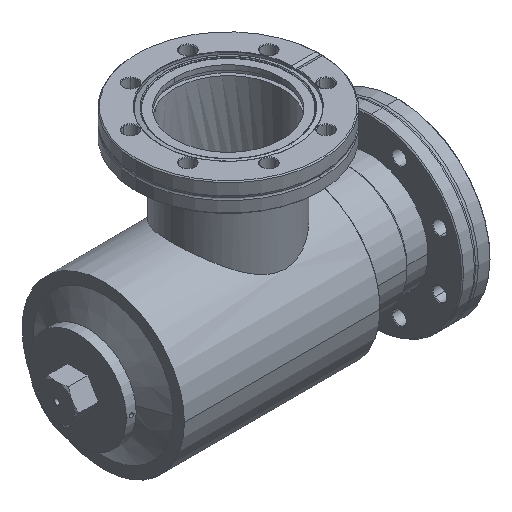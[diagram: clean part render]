
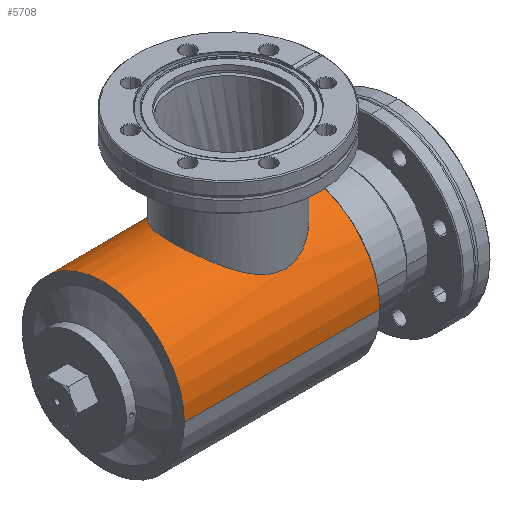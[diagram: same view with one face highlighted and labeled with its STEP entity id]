
A CAD part, isometric view. The second image highlights one B-rep face of the part: STEP entity #5708.
In plain terms, the highlighted cylindrical face has radius 50 mm (diameter 100 mm), a partial arc.
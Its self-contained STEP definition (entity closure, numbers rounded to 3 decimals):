
#5515=CARTESIAN_POINT('',(110.,0.,50.0));
#5516=VERTEX_POINT('',#5515);
#5525=CARTESIAN_POINT('',(40.,0.,50.0));
#5526=VERTEX_POINT('',#5525);
#5527=CARTESIAN_POINT('',(40.,0.,50.0));
#5528=CARTESIAN_POINT('',(40.,2.285,50.0));
#5529=CARTESIAN_POINT('',(40.227,4.623,49.84));
#5530=CARTESIAN_POINT('',(41.156,9.223,49.197));
#5531=CARTESIAN_POINT('',(41.856,11.485,48.714));
#5532=CARTESIAN_POINT('',(43.671,15.777,47.498));
#5533=CARTESIAN_POINT('',(44.787,17.813,46.763));
#5534=CARTESIAN_POINT('',(47.328,21.549,45.164));
#5535=CARTESIAN_POINT('',(48.752,23.25,44.299));
#5536=CARTESIAN_POINT('',(51.772,26.269,42.579));
#5537=CARTESIAN_POINT('',(53.485,27.698,41.656));
#5538=CARTESIAN_POINT('',(57.22,30.232,39.855));
#5539=CARTESIAN_POINT('',(59.243,31.338,38.979));
#5540=CARTESIAN_POINT('',(63.504,33.139,37.459));
#5541=CARTESIAN_POINT('',(65.748,33.836,36.818));
#5542=CARTESIAN_POINT('',(70.336,34.767,35.94));
#5543=CARTESIAN_POINT('',(72.682,35.,35.707));
#5544=CARTESIAN_POINT('',(77.318,35.,35.707));
#5545=CARTESIAN_POINT('',(79.664,34.767,35.94));
#5546=CARTESIAN_POINT('',(84.252,33.836,36.818));
#5547=CARTESIAN_POINT('',(86.496,33.139,37.459));
#5548=CARTESIAN_POINT('',(90.757,31.338,38.979));
#5549=CARTESIAN_POINT('',(92.78,30.232,39.855));
#5550=CARTESIAN_POINT('',(96.515,27.698,41.656));
#5551=CARTESIAN_POINT('',(98.228,26.269,42.579));
#5552=CARTESIAN_POINT('',(101.248,23.25,44.299));
#5553=CARTESIAN_POINT('',(102.672,21.549,45.164));
#5554=CARTESIAN_POINT('',(105.213,17.813,46.763));
#5555=CARTESIAN_POINT('',(106.329,15.777,47.498));
#5556=CARTESIAN_POINT('',(108.144,11.485,48.714));
#5557=CARTESIAN_POINT('',(108.844,9.223,49.197));
#5558=CARTESIAN_POINT('',(109.773,4.623,49.84));
#5559=CARTESIAN_POINT('',(110.,2.285,50.0));
#5560=CARTESIAN_POINT('',(110.,0.,50.0));
#5561=B_SPLINE_CURVE_WITH_KNOTS('',3,(#5527,#5528,#5529,#5530,#5531,#5532,#5533,#5534,#5535,#5536,#5537,#5538,#5539,#5540,#5541,#5542,#5543,#5544,#5545,#5546,#5547,#5548,#5549,#5550,#5551,#5552,#5553,#5554,#5555,#5556,#5557,#5558,#5559,#5560),.UNSPECIFIED.,.F.,.U.,(4,2,2,2,2,2,2,2,2,2,2,2,2,2,2,2,4),(5.525,6.21,6.896,7.581,8.267,8.963,9.658,10.354,11.049,11.745,12.44,13.136,13.831,14.517,15.203,15.888,16.574),.UNSPECIFIED.);
#5562=EDGE_CURVE('',#5526,#5516,#5561,.T.);
#5587=CARTESIAN_POINT('',(118.4,-50.0,0.));
#5588=VERTEX_POINT('',#5587);
#5597=CARTESIAN_POINT('',(118.4,50.0,0.));
#5598=VERTEX_POINT('',#5597);
#5624=CARTESIAN_POINT('',(59.5,0.0,0.0));
#5625=DIRECTION('',(1.0,0.0,0.0));
#5626=DIRECTION('',(0.0,1.0,0.0));
#5627=AXIS2_PLACEMENT_3D('',#5624,#5625,#5626);
#5628=CYLINDRICAL_SURFACE('',#5627,50.0);
#5629=CARTESIAN_POINT('',(-2.,50.0,0.));
#5630=VERTEX_POINT('',#5629);
#5631=CARTESIAN_POINT('',(-2.,50.0,0.));
#5632=DIRECTION('',(1.0,0.0,0.0));
#5633=VECTOR('',#5632,120.4);
#5634=LINE('',#5631,#5633);
#5635=EDGE_CURVE('',#5630,#5598,#5634,.T.);
#5636=ORIENTED_EDGE('',*,*,#5635,.F.);
#5637=CARTESIAN_POINT('',(-2.,-50.0,0.));
#5638=VERTEX_POINT('',#5637);
#5639=CARTESIAN_POINT('',(-2.,0.,0.));
#5640=DIRECTION('',(-1.0,0.0,0.0));
#5641=DIRECTION('',(0.0,1.0,0.0));
#5642=AXIS2_PLACEMENT_3D('',#5639,#5640,#5641);
#5643=CIRCLE('',#5642,50.0);
#5644=EDGE_CURVE('',#5638,#5630,#5643,.T.);
#5645=ORIENTED_EDGE('',*,*,#5644,.F.);
#5646=CARTESIAN_POINT('',(118.4,-50.0,0.));
#5647=DIRECTION('',(-1.0,0.0,0.0));
#5648=VECTOR('',#5647,120.4);
#5649=LINE('',#5646,#5648);
#5650=EDGE_CURVE('',#5588,#5638,#5649,.T.);
#5651=ORIENTED_EDGE('',*,*,#5650,.F.);
#5652=CARTESIAN_POINT('',(118.4,0.0,0.0));
#5653=DIRECTION('',(1.0,0.0,0.0));
#5654=DIRECTION('',(0.0,-1.0,0.0));
#5655=AXIS2_PLACEMENT_3D('',#5652,#5653,#5654);
#5656=CIRCLE('',#5655,50.0);
#5657=EDGE_CURVE('',#5598,#5588,#5656,.T.);
#5658=ORIENTED_EDGE('',*,*,#5657,.F.);
#5659=EDGE_LOOP('',(#5636,#5645,#5651,#5658));
#5660=FACE_OUTER_BOUND('',#5659,.T.);
#5661=CARTESIAN_POINT('',(75.,-35.,35.707));
#5662=VERTEX_POINT('',#5661);
#5663=CARTESIAN_POINT('',(75.,-35.,35.707));
#5664=CARTESIAN_POINT('',(72.682,-35.,35.707));
#5665=CARTESIAN_POINT('',(70.336,-34.767,35.94));
#5666=CARTESIAN_POINT('',(65.748,-33.836,36.818));
#5667=CARTESIAN_POINT('',(63.504,-33.139,37.459));
#5668=CARTESIAN_POINT('',(59.243,-31.338,38.979));
#5669=CARTESIAN_POINT('',(57.22,-30.232,39.855));
#5670=CARTESIAN_POINT('',(53.485,-27.698,41.656));
#5671=CARTESIAN_POINT('',(51.772,-26.269,42.579));
#5672=CARTESIAN_POINT('',(48.752,-23.25,44.299));
#5673=CARTESIAN_POINT('',(47.328,-21.549,45.164));
#5674=CARTESIAN_POINT('',(44.787,-17.813,46.763));
#5675=CARTESIAN_POINT('',(43.671,-15.777,47.498));
#5676=CARTESIAN_POINT('',(41.856,-11.485,48.714));
#5677=CARTESIAN_POINT('',(41.156,-9.223,49.197));
#5678=CARTESIAN_POINT('',(40.227,-4.623,49.84));
#5679=CARTESIAN_POINT('',(40.,-2.285,50.0));
#5680=CARTESIAN_POINT('',(40.,0.,50.0));
#5681=B_SPLINE_CURVE_WITH_KNOTS('',3,(#5663,#5664,#5665,#5666,#5667,#5668,#5669,#5670,#5671,#5672,#5673,#5674,#5675,#5676,#5677,#5678,#5679,#5680),.UNSPECIFIED.,.F.,.U.,(4,2,2,2,2,2,2,2,4),(0.0,0.696,1.391,2.087,2.782,3.468,4.153,4.839,5.525),.UNSPECIFIED.);
#5682=EDGE_CURVE('',#5662,#5526,#5681,.T.);
#5683=ORIENTED_EDGE('',*,*,#5682,.T.);
#5684=ORIENTED_EDGE('',*,*,#5562,.T.);
#5685=CARTESIAN_POINT('',(110.,0.,50.0));
#5686=CARTESIAN_POINT('',(110.,-2.285,50.0));
#5687=CARTESIAN_POINT('',(109.773,-4.623,49.84));
#5688=CARTESIAN_POINT('',(108.844,-9.223,49.197));
#5689=CARTESIAN_POINT('',(108.144,-11.485,48.714));
#5690=CARTESIAN_POINT('',(106.329,-15.777,47.498));
#5691=CARTESIAN_POINT('',(105.213,-17.813,46.763));
#5692=CARTESIAN_POINT('',(102.672,-21.549,45.164));
#5693=CARTESIAN_POINT('',(101.248,-23.25,44.299));
#5694=CARTESIAN_POINT('',(98.228,-26.269,42.579));
#5695=CARTESIAN_POINT('',(96.515,-27.698,41.656));
#5696=CARTESIAN_POINT('',(92.78,-30.232,39.855));
#5697=CARTESIAN_POINT('',(90.757,-31.338,38.979));
#5698=CARTESIAN_POINT('',(86.496,-33.139,37.459));
#5699=CARTESIAN_POINT('',(84.252,-33.836,36.818));
#5700=CARTESIAN_POINT('',(79.664,-34.767,35.94));
#5701=CARTESIAN_POINT('',(77.318,-35.,35.707));
#5702=CARTESIAN_POINT('',(75.,-35.,35.707));
#5703=B_SPLINE_CURVE_WITH_KNOTS('',3,(#5685,#5686,#5687,#5688,#5689,#5690,#5691,#5692,#5693,#5694,#5695,#5696,#5697,#5698,#5699,#5700,#5701,#5702),.UNSPECIFIED.,.F.,.U.,(4,2,2,2,2,2,2,2,4),(16.574,17.26,17.945,18.631,19.316,20.012,20.707,21.403,22.099),.UNSPECIFIED.);
#5704=EDGE_CURVE('',#5516,#5662,#5703,.T.);
#5705=ORIENTED_EDGE('',*,*,#5704,.T.);
#5706=EDGE_LOOP('',(#5683,#5684,#5705));
#5707=FACE_BOUND('',#5706,.T.);
#5708=ADVANCED_FACE('',(#5660,#5707),#5628,.T.);
